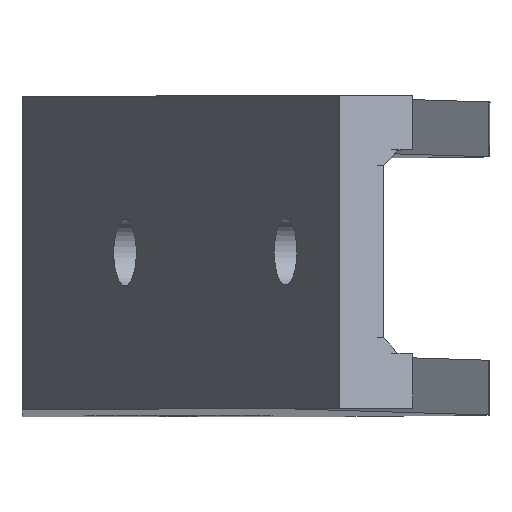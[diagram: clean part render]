
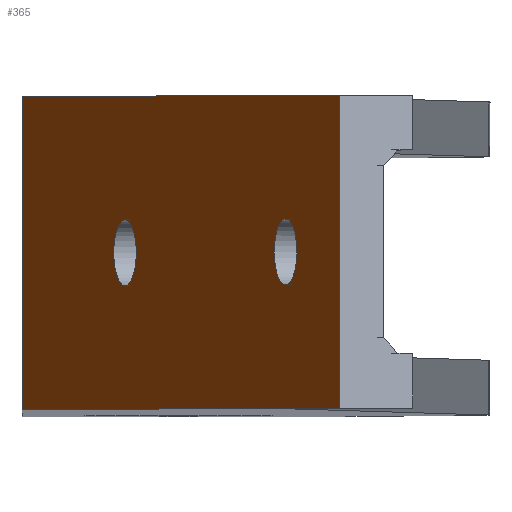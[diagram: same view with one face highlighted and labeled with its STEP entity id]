
A CAD part, top view. The second image highlights one B-rep face of the part: STEP entity #365.
In plain terms, the highlighted planar face has unit normal (-0.94, 0, 0.342).
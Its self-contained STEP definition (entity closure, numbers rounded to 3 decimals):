
#224=CARTESIAN_POINT('Vertex',(-10.,-10.,202.525)) ;
#227=CARTESIAN_POINT('Line Origine',(-10.,0.,202.525)) ;
#231=CARTESIAN_POINT('Vertex',(-10.,10.,202.525)) ;
#299=CARTESIAN_POINT('Axis2P3D Location',(10.261,0.,258.191)) ;
#304=CARTESIAN_POINT('Line Origine',(0.13,-10.,230.358)) ;
#308=CARTESIAN_POINT('Vertex',(10.261,-10.,258.191)) ;
#311=CARTESIAN_POINT('Line Origine',(10.261,0.,258.191)) ;
#315=CARTESIAN_POINT('Vertex',(10.261,10.,258.191)) ;
#318=CARTESIAN_POINT('Line Origine',(0.13,10.,230.358)) ;
#329=CARTESIAN_POINT('Axis2P3D Location',(6.84,0.,248.794)) ;
#333=CARTESIAN_POINT('Vertex',(6.84,2.1,248.794)) ;
#335=CARTESIAN_POINT('Vertex',(6.84,-2.1,248.794)) ;
#338=CARTESIAN_POINT('Axis2P3D Location',(6.84,0.,248.794)) ;
#347=CARTESIAN_POINT('Axis2P3D Location',(-3.42,0.,220.603)) ;
#351=CARTESIAN_POINT('Vertex',(-3.42,2.1,220.603)) ;
#353=CARTESIAN_POINT('Vertex',(-3.42,-2.1,220.603)) ;
#356=CARTESIAN_POINT('Axis2P3D Location',(-3.42,0.,220.603)) ;
#228=DIRECTION('Vector Direction',(0.,1.,0.)) ;
#300=DIRECTION('Axis2P3D Direction',(0.94,0.,-0.342)) ;
#301=DIRECTION('Axis2P3D XDirection',(-0.342,0.,-0.94)) ;
#305=DIRECTION('Vector Direction',(-0.342,0.,-0.94)) ;
#312=DIRECTION('Vector Direction',(0.,1.,0.)) ;
#319=DIRECTION('Vector Direction',(-0.342,0.,-0.94)) ;
#330=DIRECTION('Axis2P3D Direction',(0.94,0.,-0.342)) ;
#339=DIRECTION('Axis2P3D Direction',(0.94,0.,-0.342)) ;
#348=DIRECTION('Axis2P3D Direction',(0.94,0.,-0.342)) ;
#357=DIRECTION('Axis2P3D Direction',(0.94,0.,-0.342)) ;
#302=AXIS2_PLACEMENT_3D('Plane Axis2P3D',#299,#300,#301) ;
#331=AXIS2_PLACEMENT_3D('Circle Axis2P3D',#329,#330,$) ;
#340=AXIS2_PLACEMENT_3D('Circle Axis2P3D',#338,#339,$) ;
#349=AXIS2_PLACEMENT_3D('Circle Axis2P3D',#347,#348,$) ;
#358=AXIS2_PLACEMENT_3D('Circle Axis2P3D',#356,#357,$) ;
#324=ORIENTED_EDGE('',*,*,#233,.F.) ;
#325=ORIENTED_EDGE('',*,*,#310,.T.) ;
#326=ORIENTED_EDGE('',*,*,#317,.T.) ;
#327=ORIENTED_EDGE('',*,*,#322,.F.) ;
#344=ORIENTED_EDGE('',*,*,#337,.F.) ;
#345=ORIENTED_EDGE('',*,*,#342,.F.) ;
#362=ORIENTED_EDGE('',*,*,#355,.F.) ;
#363=ORIENTED_EDGE('',*,*,#360,.F.) ;
#346=FACE_BOUND('',#343,.T.) ;
#364=FACE_BOUND('',#361,.T.) ;
#229=VECTOR('Line Direction',#228,1.) ;
#306=VECTOR('Line Direction',#305,1.) ;
#313=VECTOR('Line Direction',#312,1.) ;
#320=VECTOR('Line Direction',#319,1.) ;
#365=ADVANCED_FACE('Corps principal',(#328,#346,#364),#303,.F.) ;
#332=CIRCLE('generated circle',#331,2.1) ;
#341=CIRCLE('generated circle',#340,2.1) ;
#350=CIRCLE('generated circle',#349,2.1) ;
#359=CIRCLE('generated circle',#358,2.1) ;
#233=EDGE_CURVE('',#225,#232,#230,.T.) ;
#310=EDGE_CURVE('',#225,#309,#307,.F.) ;
#317=EDGE_CURVE('',#309,#316,#314,.T.) ;
#322=EDGE_CURVE('',#232,#316,#321,.F.) ;
#337=EDGE_CURVE('',#334,#336,#332,.F.) ;
#342=EDGE_CURVE('',#336,#334,#341,.F.) ;
#355=EDGE_CURVE('',#352,#354,#350,.F.) ;
#360=EDGE_CURVE('',#354,#352,#359,.F.) ;
#323=EDGE_LOOP('',(#324,#325,#326,#327)) ;
#343=EDGE_LOOP('',(#344,#345)) ;
#361=EDGE_LOOP('',(#362,#363)) ;
#328=FACE_OUTER_BOUND('',#323,.T.) ;
#230=LINE('Line',#227,#229) ;
#307=LINE('Line',#304,#306) ;
#314=LINE('Line',#311,#313) ;
#321=LINE('Line',#318,#320) ;
#303=PLANE('Plane',#302) ;
#225=VERTEX_POINT('',#224) ;
#232=VERTEX_POINT('',#231) ;
#309=VERTEX_POINT('',#308) ;
#316=VERTEX_POINT('',#315) ;
#334=VERTEX_POINT('',#333) ;
#336=VERTEX_POINT('',#335) ;
#352=VERTEX_POINT('',#351) ;
#354=VERTEX_POINT('',#353) ;
